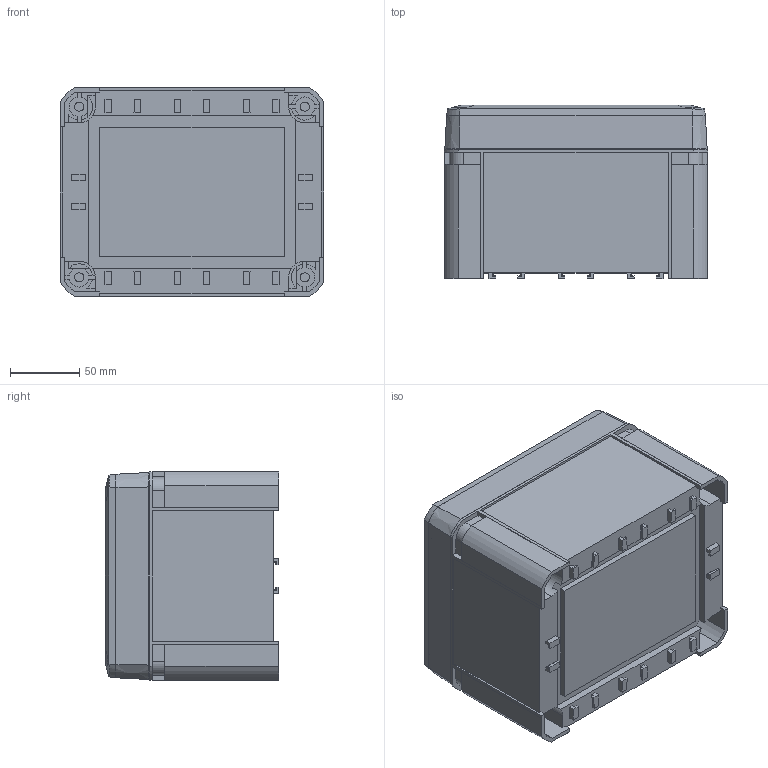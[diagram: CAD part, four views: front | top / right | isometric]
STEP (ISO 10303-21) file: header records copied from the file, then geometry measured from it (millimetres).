
FILE_DESCRIPTION (( 'STEP AP214' ), '1' );
FILE_NAME ('2005606.STP', '2019-03-13T08:52:30', ( '' ), ( '' ), 'SwSTEP 2.0', 'SolidWorks 2018', '' );
FILE_SCHEMA (( 'AUTOMOTIVE_DESIGN' ));
Length unit declared in the file: millimetre
Products named in the file (8): 116133_55; ED170-04-02_Standard; 087700_Standard; 113230_Standart; P_060182_1_Standard; 050522_Deckel-X10-RAL7035; 076708_S916BC-ohne Ab”; 2005606
Assembly tree (13 placements, depth 3):
  2005606
    076708_S916BC-ohne Ab”
    113230_Standart
      050522_Deckel-X10-RAL7035
      P_060182_1_Standard
    087700_Standard  x4
    ED170-04-02_Standard  x4
    116133_55
Bounding box: 190.5 x 125.41 x 150.9 mm (x, y, z)
Volume: 493395.1 mm3; surface area: 359460 mm2
Topology: 12 solids, 12 shells, 1230 faces, 3221 edges, 2032 vertices
Faces by surface type: plane 671, cylinder 323, torus 120, cone 108, bspline 8
Entity records: 34499 total; most frequent: CARTESIAN_POINT 7011, ORIENTED_EDGE 5650, DIRECTION 5643, EDGE_CURVE 2825, AXIS2_PLACEMENT_3D 1914, VECTOR 1815, LINE 1815, VERTEX_POINT 1768
